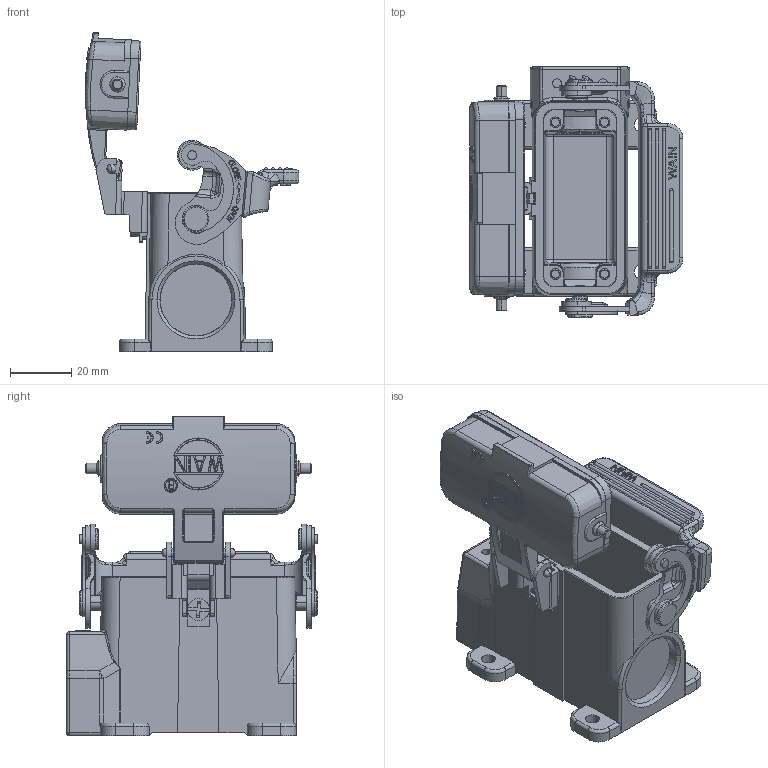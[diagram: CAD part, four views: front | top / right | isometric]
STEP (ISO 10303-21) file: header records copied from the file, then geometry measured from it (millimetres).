
FILE_DESCRIPTION((''),'2;1');
FILE_NAME('PRT0365_1_1','2024-01-23T',('11539'),(''),'PRO/ENGINEER BY PARAMETRIC TECHNOLOGY CORPORATION, 2012480','PRO/ENGINEER BY PARAMETRIC TECHNOLOGY CORPORATION, 2012480','');
FILE_SCHEMA(('CONFIG_CONTROL_DESIGN'));
Products named in the file (1): PRT0365_1_1
Bounding box: 69.84 x 81.95 x 104.44 mm (x, y, z)
Volume: 75275.9 mm3; surface area: 1032590156492.2 mm2
Topology: 1 solids, 18 shells, 1717 faces, 4530 edges, 2902 vertices
Faces by surface type: plane 697, cylinder 474, extrusion 222, bspline 147, torus 82, cone 56, sphere 39
Entity records: 63911 total; most frequent: CARTESIAN_POINT 23597, ORIENTED_EDGE 8962, DIRECTION 7265, EDGE_CURVE 4481, VERTEX_POINT 2902, VECTOR 2461, AXIS2_PLACEMENT_3D 2402, LINE 2239
